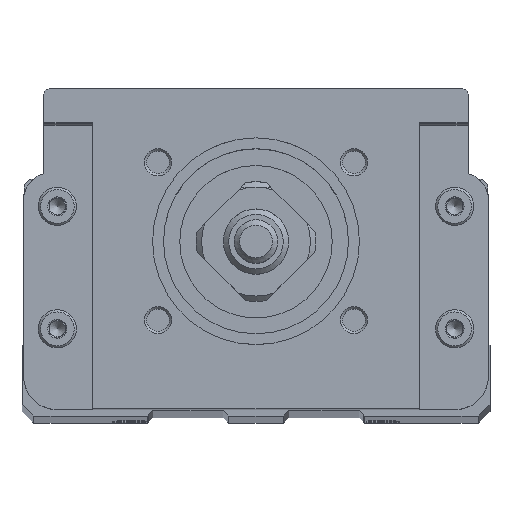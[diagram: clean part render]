
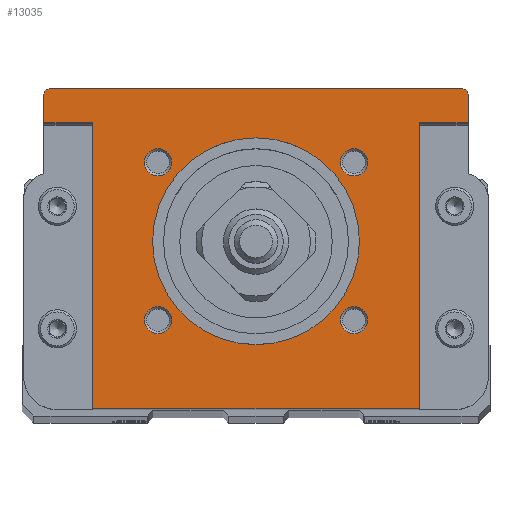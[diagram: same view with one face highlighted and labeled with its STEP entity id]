
A CAD part, top view. The second image highlights one B-rep face of the part: STEP entity #13035.
In plain terms, the highlighted face is planar.
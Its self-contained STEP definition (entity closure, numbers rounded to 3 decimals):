
#116=LINE('',#17643,#967);
#279=LINE('',#18079,#1130);
#284=LINE('',#18097,#1135);
#291=LINE('',#18121,#1142);
#459=LINE('',#18901,#1310);
#462=LINE('',#18909,#1313);
#465=LINE('',#18919,#1316);
#468=LINE('',#18927,#1319);
#967=VECTOR('',#14407,1000.);
#1130=VECTOR('',#14818,1000.);
#1135=VECTOR('',#14835,1000.);
#1142=VECTOR('',#14856,1000.);
#1310=VECTOR('',#15496,1000.);
#1313=VECTOR('',#15503,1000.);
#1316=VECTOR('',#15516,1000.);
#1319=VECTOR('',#15523,1000.);
#3874=ORIENTED_EDGE('',*,*,#5210,.T.);
#3875=ORIENTED_EDGE('',*,*,#5206,.T.);
#3876=ORIENTED_EDGE('',*,*,#5201,.T.);
#3877=ORIENTED_EDGE('',*,*,#5525,.F.);
#3878=ORIENTED_EDGE('',*,*,#5521,.F.);
#3879=ORIENTED_EDGE('',*,*,#4966,.T.);
#3880=ORIENTED_EDGE('',*,*,#5512,.T.);
#3881=ORIENTED_EDGE('',*,*,#5516,.T.);
#3882=ORIENTED_EDGE('',*,*,#5222,.T.);
#3883=ORIENTED_EDGE('',*,*,#5220,.T.);
#3884=ORIENTED_EDGE('',*,*,#5740,.T.);
#3885=ORIENTED_EDGE('',*,*,#5741,.T.);
#3886=ORIENTED_EDGE('',*,*,#5742,.T.);
#3887=ORIENTED_EDGE('',*,*,#5743,.T.);
#3888=ORIENTED_EDGE('',*,*,#5739,.T.);
#4966=EDGE_CURVE('',#6327,#6328,#116,.T.);
#5201=EDGE_CURVE('',#6476,#6477,#279,.T.);
#5206=EDGE_CURVE('',#6480,#6476,#7275,.F.);
#5210=EDGE_CURVE('',#6483,#6480,#284,.T.);
#5220=EDGE_CURVE('',#6492,#6483,#7282,.F.);
#5222=EDGE_CURVE('',#6493,#6492,#291,.T.);
#5512=EDGE_CURVE('',#6328,#6689,#459,.T.);
#5516=EDGE_CURVE('',#6689,#6493,#462,.T.);
#5521=EDGE_CURVE('',#6327,#6694,#465,.T.);
#5525=EDGE_CURVE('',#6694,#6477,#468,.T.);
#5739=EDGE_CURVE('',#6846,#6846,#7486,.T.);
#5740=EDGE_CURVE('',#6847,#6847,#7487,.T.);
#5741=EDGE_CURVE('',#6848,#6848,#7488,.T.);
#5742=EDGE_CURVE('',#6849,#6849,#7489,.T.);
#5743=EDGE_CURVE('',#6850,#6850,#7490,.T.);
#6327=VERTEX_POINT('',#17644);
#6328=VERTEX_POINT('',#17645);
#6476=VERTEX_POINT('',#18080);
#6477=VERTEX_POINT('',#18081);
#6480=VERTEX_POINT('',#18090);
#6483=VERTEX_POINT('',#18098);
#6492=VERTEX_POINT('',#18118);
#6493=VERTEX_POINT('',#18122);
#6689=VERTEX_POINT('',#18902);
#6694=VERTEX_POINT('',#18920);
#6846=VERTEX_POINT('',#19487);
#6847=VERTEX_POINT('',#19490);
#6848=VERTEX_POINT('',#19492);
#6849=VERTEX_POINT('',#19494);
#6850=VERTEX_POINT('',#19496);
#7275=CIRCLE('',#13432,1.);
#7282=CIRCLE('',#13441,1.);
#7486=CIRCLE('',#13973,19.);
#7487=CIRCLE('',#13975,2.5);
#7488=CIRCLE('',#13976,2.5);
#7489=CIRCLE('',#13977,2.5);
#7490=CIRCLE('',#13978,2.5);
#8130=EDGE_LOOP('',(#3874,#3875,#3876,#3877,#3878,#3879,#3880,#3881,#3882,
#3883));
#8131=EDGE_LOOP('',(#3884));
#8132=EDGE_LOOP('',(#3885));
#8133=EDGE_LOOP('',(#3886));
#8134=EDGE_LOOP('',(#3887));
#8135=EDGE_LOOP('',(#3888));
#8993=FACE_BOUND('',#8130,.T.);
#8994=FACE_BOUND('',#8131,.T.);
#8995=FACE_BOUND('',#8132,.T.);
#8996=FACE_BOUND('',#8133,.T.);
#8997=FACE_BOUND('',#8134,.T.);
#8998=FACE_BOUND('',#8135,.T.);
#9540=PLANE('',#13974);
#13035=ADVANCED_FACE('',(#8993,#8994,#8995,#8996,#8997,#8998),#9540,.F.);
#13432=AXIS2_PLACEMENT_3D('',#18089,#14826,#14827);
#13441=AXIS2_PLACEMENT_3D('',#18117,#14851,#14852);
#13973=AXIS2_PLACEMENT_3D('',#19486,#16186,#16187);
#13974=AXIS2_PLACEMENT_3D('',#19488,#16188,#16189);
#13975=AXIS2_PLACEMENT_3D('',#19489,#16190,#16191);
#13976=AXIS2_PLACEMENT_3D('',#19491,#16192,#16193);
#13977=AXIS2_PLACEMENT_3D('',#19493,#16194,#16195);
#13978=AXIS2_PLACEMENT_3D('',#19495,#16196,#16197);
#14407=DIRECTION('',(0.,0.,1.));
#14818=DIRECTION('',(0.,-1.,0.));
#14826=DIRECTION('',(1.,0.,0.));
#14827=DIRECTION('',(0.,0.,-1.));
#14835=DIRECTION('',(0.,0.,-1.));
#14851=DIRECTION('',(1.,0.,0.));
#14852=DIRECTION('',(0.,0.,-1.));
#14856=DIRECTION('',(0.,1.,0.));
#15496=DIRECTION('',(0.,1.,0.));
#15503=DIRECTION('',(0.,0.,1.));
#15516=DIRECTION('',(0.,1.,0.));
#15523=DIRECTION('',(0.,0.,-1.));
#16186=DIRECTION('',(1.,0.,0.));
#16187=DIRECTION('',(0.,0.,-1.));
#16188=DIRECTION('',(1.,0.,0.));
#16189=DIRECTION('',(0.,0.,-1.));
#16190=DIRECTION('',(1.,0.,0.));
#16191=DIRECTION('',(0.,0.,-1.));
#16192=DIRECTION('',(1.,0.,0.));
#16193=DIRECTION('',(0.,0.,-1.));
#16194=DIRECTION('',(1.,0.,0.));
#16195=DIRECTION('',(0.,0.,-1.));
#16196=DIRECTION('',(1.,0.,0.));
#16197=DIRECTION('',(0.,0.,-1.));
#17643=CARTESIAN_POINT('',(-72.5,-30.8,36.7));
#17644=CARTESIAN_POINT('',(-72.5,-30.8,-30.));
#17645=CARTESIAN_POINT('',(-72.5,-30.8,30.));
#18079=CARTESIAN_POINT('',(-72.5,12.528,-39.));
#18080=CARTESIAN_POINT('',(-72.5,27.,-39.));
#18081=CARTESIAN_POINT('',(-72.5,21.8,-39.));
#18089=CARTESIAN_POINT('',(-72.5,27.,-38.));
#18090=CARTESIAN_POINT('',(-72.5,28.,-38.));
#18097=CARTESIAN_POINT('',(-72.5,28.,-38.));
#18098=CARTESIAN_POINT('',(-72.5,28.,38.));
#18117=CARTESIAN_POINT('',(-72.5,27.,38.));
#18118=CARTESIAN_POINT('',(-72.5,27.,39.));
#18121=CARTESIAN_POINT('',(-72.5,27.,39.));
#18122=CARTESIAN_POINT('',(-72.5,21.8,39.));
#18901=CARTESIAN_POINT('',(-72.5,21.3,30.));
#18902=CARTESIAN_POINT('',(-72.5,21.8,30.));
#18909=CARTESIAN_POINT('',(-72.5,21.8,45.));
#18919=CARTESIAN_POINT('',(-72.5,21.3,-30.));
#18920=CARTESIAN_POINT('',(-72.5,21.8,-30.));
#18927=CARTESIAN_POINT('',(-72.5,21.8,-45.));
#19486=CARTESIAN_POINT('',(-72.5,0.,0.));
#19487=CARTESIAN_POINT('',(-72.5,0.,-19.));
#19488=CARTESIAN_POINT('',(-72.5,19.,0.));
#19489=CARTESIAN_POINT('',(-72.5,14.5,18.));
#19490=CARTESIAN_POINT('',(-72.5,14.5,15.5));
#19491=CARTESIAN_POINT('',(-72.5,-14.5,18.));
#19492=CARTESIAN_POINT('',(-72.5,-14.5,15.5));
#19493=CARTESIAN_POINT('',(-72.5,-14.5,-18.));
#19494=CARTESIAN_POINT('',(-72.5,-14.5,-20.5));
#19495=CARTESIAN_POINT('',(-72.5,14.5,-18.));
#19496=CARTESIAN_POINT('',(-72.5,14.5,-20.5));
